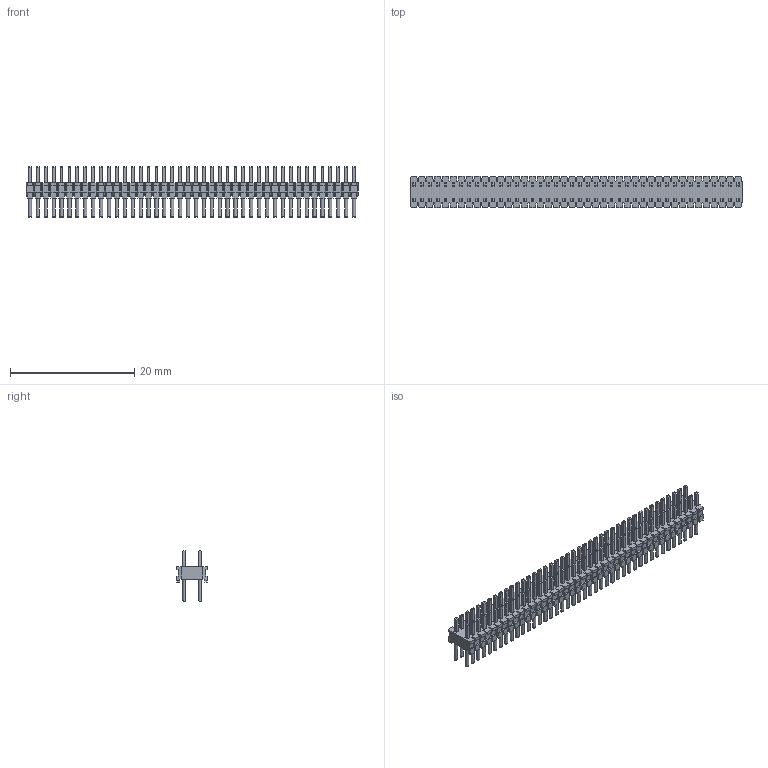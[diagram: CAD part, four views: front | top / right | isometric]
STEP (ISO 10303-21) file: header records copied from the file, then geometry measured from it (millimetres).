
FILE_DESCRIPTION(('FreeCAD Model'),'2;1');
FILE_NAME('Open CASCADE Shape Model','2025-01-09T15:01:32',(''),(''), 'Open CASCADE STEP processor 7.8','FreeCAD','Unknown');
FILE_SCHEMA(('AUTOMOTIVE_DESIGN { 1 0 10303 214 1 1 1 1 }'));
Length unit declared in the file: millimetre
Products named in the file (2): TMS-142-D_header; T-1M6-42-02-D
Bounding box: 53.34 x 4.98 x 8.13 mm (x, y, z)
Volume: 684.6 mm3; surface area: 2831.2 mm2
Topology: 2 solids, 2 shells, 2708 faces, 7940 edges, 5236 vertices
Faces by surface type: plane 2624, cylinder 84
Full cylindrical faces by diameter (mm): 0.508 x84
Entity records: 88688 total; most frequent: CARTESIAN_POINT 15969, ORIENTED_EDGE 15880, DIRECTION 13782, EDGE_CURVE 7940, LINE 7348, VECTOR 7348, VERTEX_POINT 5236, AXIS2_PLACEMENT_3D 3217
